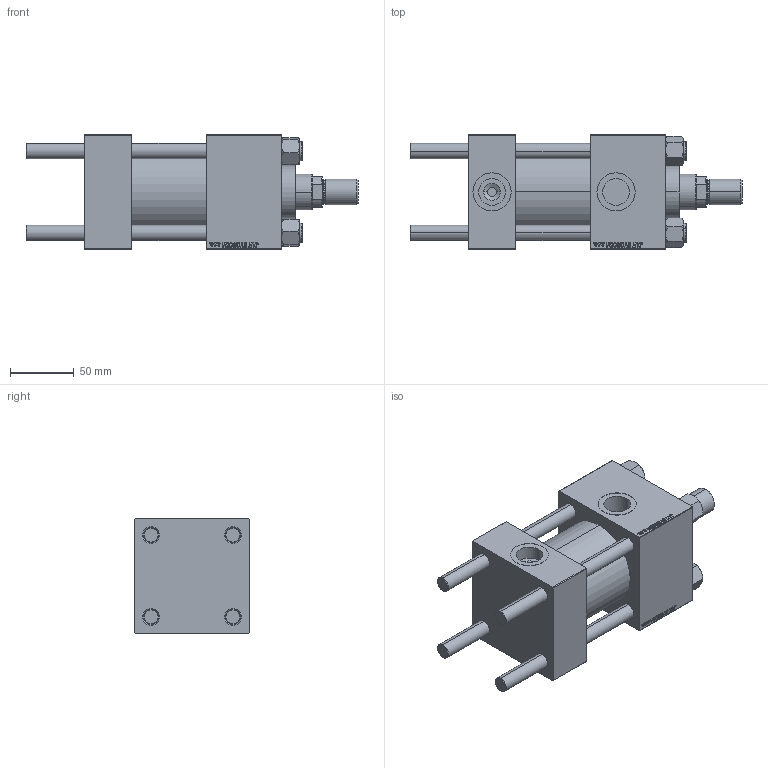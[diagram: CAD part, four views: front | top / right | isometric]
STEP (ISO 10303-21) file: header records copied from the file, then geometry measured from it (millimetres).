
FILE_DESCRIPTION (( 'STEP AP203' ), '1' );
FILE_NAME ('622a.STEP', '2022-10-03T14:43:34', ( '' ), ( '' ), 'SwSTEP 2.0', 'SolidWorks 2019', '' );
FILE_SCHEMA (( 'CONFIG_CONTROL_DESIGN' ));
Length unit declared in the file: millimetre
Products named in the file (7): ROD_END_AH cf30ede04c596f368dacc7c94c613035; V215CR_BODY_A cf30ede04c596f368dacc7c94c613035; V215CR_VCP cf30ede04c596f368dacc7c94c613035; 622a; V215_VC_A cf30ede04c596f368dacc7c94c613035; CR025_012_A_0_G_A_G_M_020_+#_##_TYCINKA cf30ede04c596f368dacc7c94c613035; NUT_M5 cf30ede04c596f368dacc7c94c613035
Assembly tree (12 placements, depth 2):
  622a
    V215CR_BODY_A cf30ede04c596f368dacc7c94c613035
    CR025_012_A_0_G_A_G_M_020_+#_##_TYCINKA cf30ede04c596f368dacc7c94c613035  x4
    NUT_M5 cf30ede04c596f368dacc7c94c613035  x4
    V215CR_VCP cf30ede04c596f368dacc7c94c613035
    V215_VC_A cf30ede04c596f368dacc7c94c613035
    ROD_END_AH cf30ede04c596f368dacc7c94c613035
Bounding box: 261 x 90 x 90 mm (x, y, z)
Volume: 989890.3 mm3; surface area: 197775.8 mm2
Topology: 12 solids, 12 shells, 1154 faces, 2889 edges, 1874 vertices
Faces by surface type: plane 526, bspline 392, cone 140, cylinder 86, torus 10
Entity records: 50430 total; most frequent: CARTESIAN_POINT 27045, ORIENTED_EDGE 5270, DIRECTION 3347, EDGE_CURVE 2635, VERTEX_POINT 1730, LINE 1595, VECTOR 1595, EDGE_LOOP 1167
